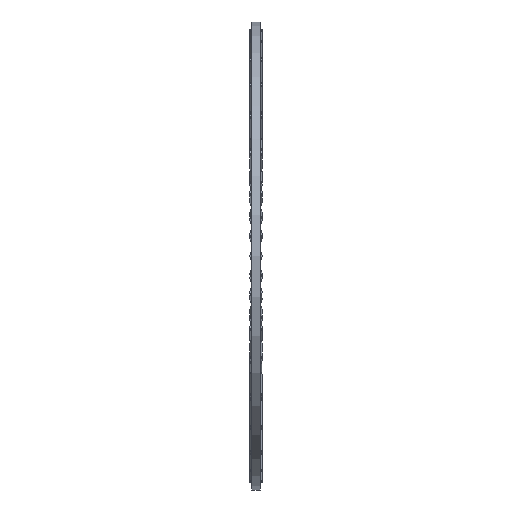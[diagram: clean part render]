
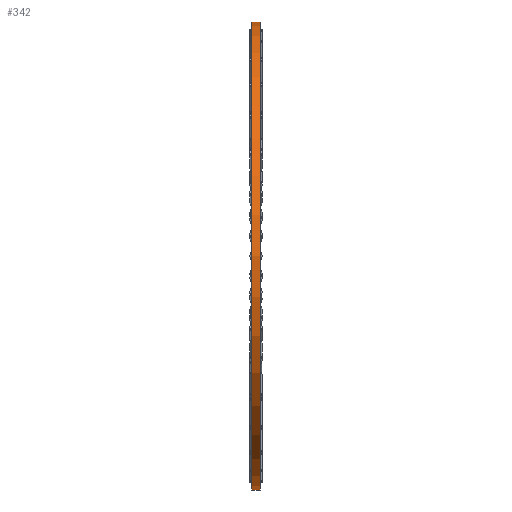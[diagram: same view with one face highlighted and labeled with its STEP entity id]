
A CAD part, front view. The second image highlights one B-rep face of the part: STEP entity #342.
In plain terms, the highlighted cylindrical face has radius 95 mm (diameter 190 mm), a full revolution.
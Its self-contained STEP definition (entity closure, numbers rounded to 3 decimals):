
#342 = ADVANCED_FACE( '', ( #856, #857 ), #858, .T. );
#856 = FACE_OUTER_BOUND( '', #1539, .T. );
#857 = FACE_OUTER_BOUND( '', #1540, .T. );
#858 = CYLINDRICAL_SURFACE( '', #1541, 95. );
#1539 = EDGE_LOOP( '', ( #2521 ) );
#1540 = EDGE_LOOP( '', ( #2522 ) );
#1541 = AXIS2_PLACEMENT_3D( '', #2523, #2524, #2525 );
#2521 = ORIENTED_EDGE( '', *, *, #3667, .T. );
#2522 = ORIENTED_EDGE( '', *, *, #3897, .F. );
#2523 = CARTESIAN_POINT( '', ( 5., 0., 0. ) );
#2524 = DIRECTION( '', ( -1., 0., 0. ) );
#2525 = DIRECTION( '', ( 0., 0., -1. ) );
#3667 = EDGE_CURVE( '', #4306, #4306, #4307, .T. );
#3897 = EDGE_CURVE( '', #4684, #4684, #4685, .T. );
#4306 = VERTEX_POINT( '', #5196 );
#4307 = CIRCLE( '', #5197, 95. );
#4684 = VERTEX_POINT( '', #5714 );
#4685 = CIRCLE( '', #5715, 95. );
#5196 = CARTESIAN_POINT( '', ( 0.7, 0., -95. ) );
#5197 = AXIS2_PLACEMENT_3D( '', #6297, #6298, #6299 );
#5714 = CARTESIAN_POINT( '', ( 4.3, 0., -95. ) );
#5715 = AXIS2_PLACEMENT_3D( '', #6572, #6573, #6574 );
#6297 = CARTESIAN_POINT( '', ( 0.7, 0., 0. ) );
#6298 = DIRECTION( '', ( 1., 0., 0. ) );
#6299 = DIRECTION( '', ( 0., 0., -1. ) );
#6572 = CARTESIAN_POINT( '', ( 4.3, 0., 0. ) );
#6573 = DIRECTION( '', ( 1., 0., 0. ) );
#6574 = DIRECTION( '', ( 0., 0., -1. ) );
